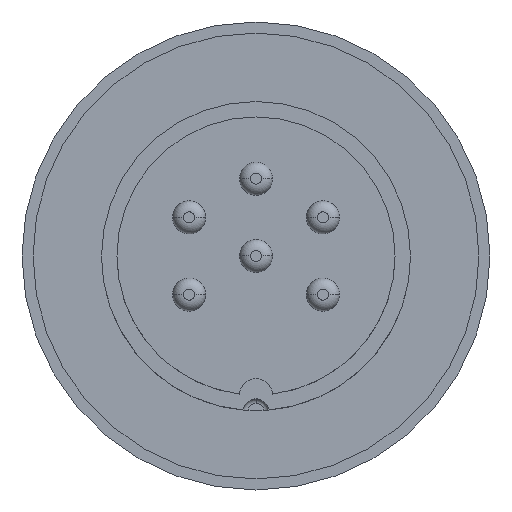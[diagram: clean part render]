
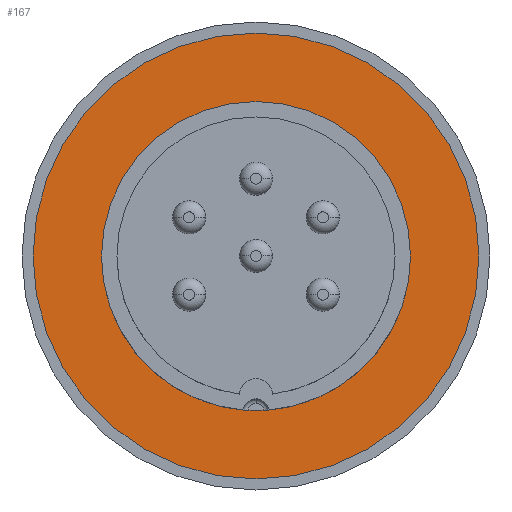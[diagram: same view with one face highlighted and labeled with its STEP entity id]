
A CAD part, front view. The second image highlights one B-rep face of the part: STEP entity #167.
In plain terms, the highlighted planar face has unit normal (0, -1, 0).
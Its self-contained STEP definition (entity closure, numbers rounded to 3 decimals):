
#167=ADVANCED_FACE('',(#424,#425),#426,.T.);
#424=FACE_BOUND('',#776,.T.);
#425=FACE_OUTER_BOUND('',#777,.T.);
#426=PLANE('',#778);
#776=EDGE_LOOP('',(#1218,#1219));
#777=EDGE_LOOP('',(#1220,#1221));
#778=AXIS2_PLACEMENT_3D('',#1222,#1223,#1224);
#1218=ORIENTED_EDGE('',*,*,#2055,.F.);
#1219=ORIENTED_EDGE('',*,*,#2056,.F.);
#1220=ORIENTED_EDGE('',*,*,#2057,.T.);
#1221=ORIENTED_EDGE('',*,*,#2058,.T.);
#1222=CARTESIAN_POINT('',(157.05,102.55,0.));
#1223=DIRECTION('',(0.,-1.0,0.));
#1224=DIRECTION('',(1.0,0.,0.));
#2055=EDGE_CURVE('',#2465,#2466,#2467,.T.);
#2056=EDGE_CURVE('',#2466,#2465,#2468,.T.);
#2057=EDGE_CURVE('',#2469,#2470,#2471,.T.);
#2058=EDGE_CURVE('',#2470,#2469,#2472,.T.);
#2465=VERTEX_POINT('',#3008);
#2466=VERTEX_POINT('',#3009);
#2467=CIRCLE('',#3010,7.);
#2468=CIRCLE('',#3011,7.);
#2469=VERTEX_POINT('',#3012);
#2470=VERTEX_POINT('',#3013);
#2471=CIRCLE('',#3014,10.1);
#2472=CIRCLE('',#3015,10.1);
#3008=CARTESIAN_POINT('',(155.5,102.55,0.));
#3009=CARTESIAN_POINT('',(141.5,102.55,0.));
#3010=AXIS2_PLACEMENT_3D('',#3606,#3607,#3608);
#3011=AXIS2_PLACEMENT_3D('',#3609,#3610,#3611);
#3012=CARTESIAN_POINT('',(158.6,102.55,0.));
#3013=CARTESIAN_POINT('',(138.4,102.55,0.));
#3014=AXIS2_PLACEMENT_3D('',#3612,#3613,#3614);
#3015=AXIS2_PLACEMENT_3D('',#3615,#3616,#3617);
#3606=CARTESIAN_POINT('',(148.5,102.55,0.));
#3607=DIRECTION('',(0.,-1.0,0.));
#3608=DIRECTION('',(1.0,0.,0.));
#3609=CARTESIAN_POINT('',(148.5,102.55,0.));
#3610=DIRECTION('',(0.,-1.0,0.));
#3611=DIRECTION('',(1.0,0.,0.));
#3612=CARTESIAN_POINT('',(148.5,102.55,0.));
#3613=DIRECTION('',(0.,-1.0,0.));
#3614=DIRECTION('',(1.0,0.,0.));
#3615=CARTESIAN_POINT('',(148.5,102.55,0.));
#3616=DIRECTION('',(0.,-1.0,0.));
#3617=DIRECTION('',(1.0,0.,0.));
